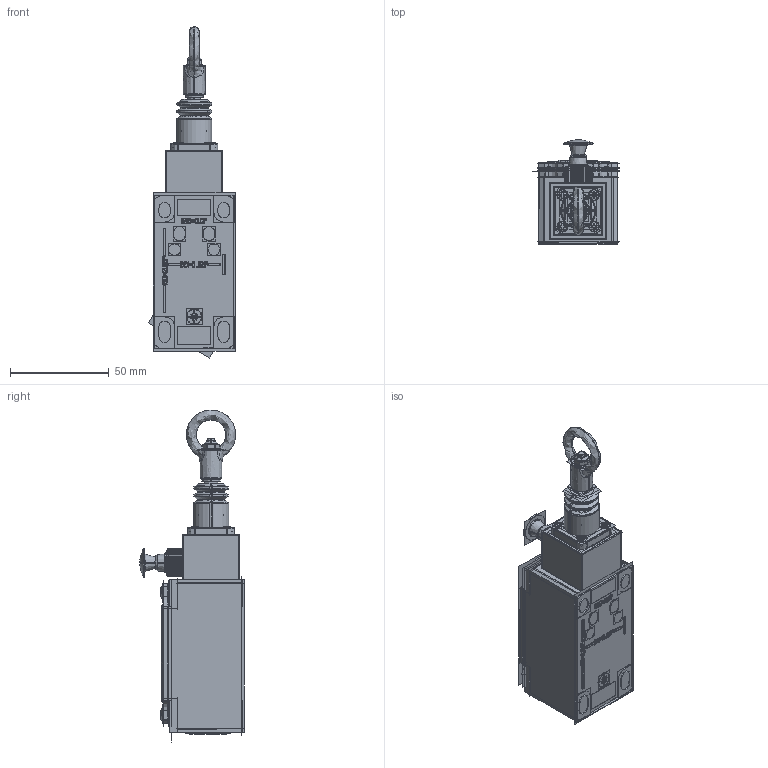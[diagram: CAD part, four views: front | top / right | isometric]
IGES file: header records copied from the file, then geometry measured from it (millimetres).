
Start section:  PTC IGES file: 192594.igs
Global section: file name: 192594.igs; native system: Creo Parametric by Parametric Technology Corporation; preprocessor: 2013230; author: pdmadmin; organization: Unknown; date: 20160127.154138; units: millimetre
Bounding box: 43.88 x 52.77 x 168.41 mm (x, y, z)
Volume: 91211 mm3; surface area: 433482.3 mm2
Topology: 24 solids, 43 shells, 4052 faces, 21718 edges, 28158 vertices
Faces by surface type: bspline 1918, revolution 1498, extrusion 636
